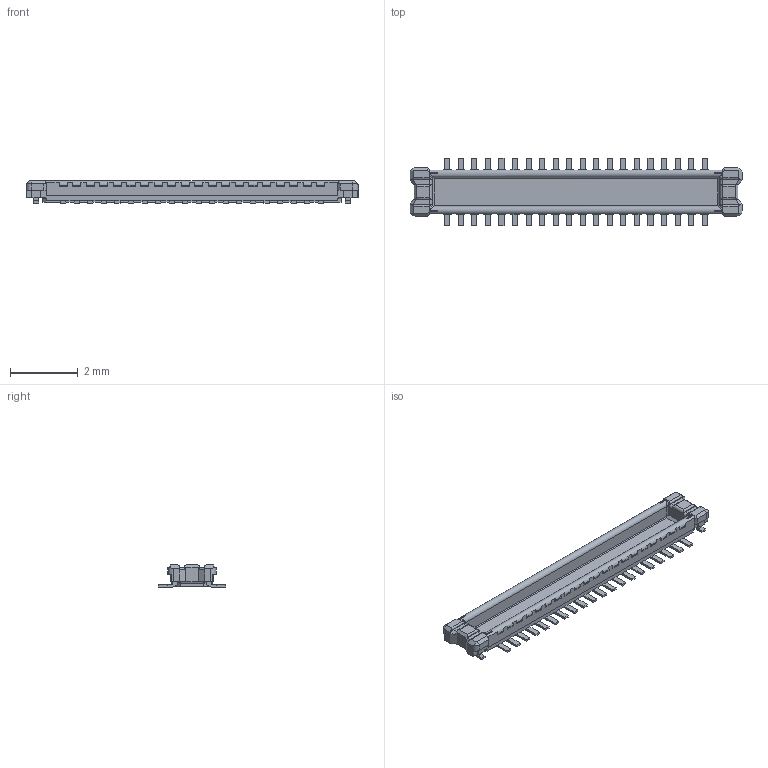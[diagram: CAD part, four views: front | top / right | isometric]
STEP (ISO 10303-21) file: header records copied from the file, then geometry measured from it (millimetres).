
FILE_DESCRIPTION((''),'2;1');
FILE_NAME('AXE640124','2020-10-13T',('admin'),(''),'PRO/ENGINEER BY PARAMETRIC TECHNOLOGY CORPORATION, 2010280','PRO/ENGINEER BY PARAMETRIC TECHNOLOGY CORPORATION, 2010280','');
FILE_SCHEMA(('CONFIG_CONTROL_DESIGN','SHAPE_APPEARANCE_LAYERS_GROUPS'));
Length unit declared in the file: millimetre
Products named in the file (1): AXE640124
Bounding box: 9.8 x 2 x 0.65 mm (x, y, z)
Volume: 3.9 mm3; surface area: 54.4 mm2
Topology: 1 solids, 1 shells, 680 faces, 1906 edges, 1228 vertices
Faces by surface type: plane 584, cylinder 84, torus 4, bspline 4, cone 4
Entity records: 27949 total; most frequent: CARTESIAN_POINT 4666, ORIENTED_EDGE 3804, DIRECTION 3422, PRESENTATION_STYLE_ASSIGNMENT 1903, STYLED_ITEM 1903, CURVE_STYLE 1902, EDGE_CURVE 1902, VECTOR 1622
